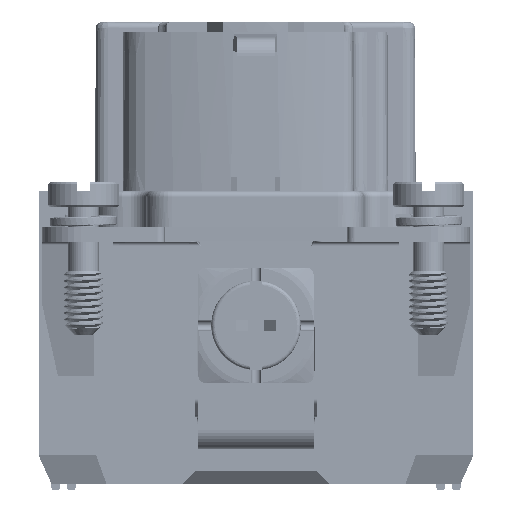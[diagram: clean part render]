
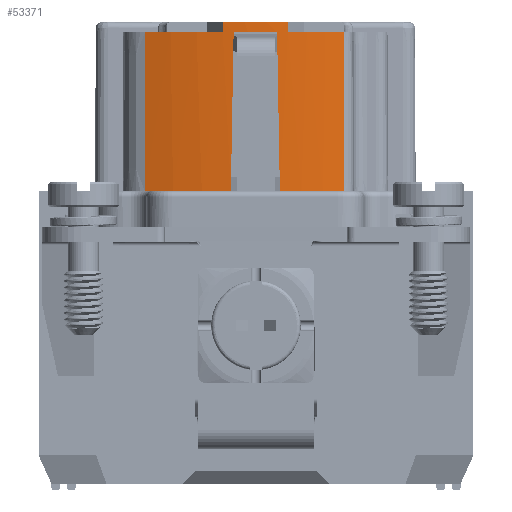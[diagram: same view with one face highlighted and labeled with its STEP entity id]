
A CAD part, front view. The second image highlights one B-rep face of the part: STEP entity #53371.
In plain terms, the highlighted conical face has half-angle 0.25 degrees and reference radius 28.759 mm.
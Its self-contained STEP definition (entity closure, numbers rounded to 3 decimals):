
#45872=CONICAL_SURFACE('',#194687,28.759,0.25);
#53371=ADVANCED_FACE('',(#62202),#45872,.T.);
#62202=FACE_OUTER_BOUND('',#69388,.T.);
#69388=EDGE_LOOP('',(#85885,#85886,#85887,#85888,#85889,#85890,#85891,#85892,
#85893,#85894,#85895,#85896));
#77042=CIRCLE('',#194315,28.734);
#77151=CIRCLE('',#194554,28.788);
#77152=CIRCLE('',#194555,28.788);
#77180=CIRCLE('',#194619,28.734);
#77212=CIRCLE('',#194682,28.734);
#77213=CIRCLE('',#194686,28.73);
#80739=B_SPLINE_CURVE_WITH_KNOTS('',3,(#247536,#247537,#247538,#247539),
 .UNSPECIFIED.,.F.,.F.,(4,4),(0.,1.),.UNSPECIFIED.);
#80751=B_SPLINE_CURVE_WITH_KNOTS('',3,(#247839,#247840,#247841,#247842),
 .UNSPECIFIED.,.F.,.F.,(4,4),(0.,1.),.UNSPECIFIED.);
#80752=B_SPLINE_CURVE_WITH_KNOTS('',3,(#247854,#247855,#247856,#247857),
 .UNSPECIFIED.,.F.,.F.,(4,4),(0.,1.),.UNSPECIFIED.);
#80753=B_SPLINE_CURVE_WITH_KNOTS('',3,(#247861,#247862,#247863,#247864),
 .UNSPECIFIED.,.F.,.F.,(4,4),(0.,1.),.UNSPECIFIED.);
#85885=ORIENTED_EDGE('',*,*,#143777,.T.);
#85886=ORIENTED_EDGE('',*,*,#143775,.F.);
#85887=ORIENTED_EDGE('',*,*,#143553,.T.);
#85888=ORIENTED_EDGE('',*,*,#143641,.F.);
#85889=ORIENTED_EDGE('',*,*,#143705,.T.);
#85890=ORIENTED_EDGE('',*,*,#143639,.F.);
#85891=ORIENTED_EDGE('',*,*,#143782,.T.);
#85892=ORIENTED_EDGE('',*,*,#143783,.T.);
#85893=ORIENTED_EDGE('',*,*,#142916,.T.);
#85894=ORIENTED_EDGE('',*,*,#143711,.F.);
#85895=ORIENTED_EDGE('',*,*,#143557,.T.);
#85896=ORIENTED_EDGE('',*,*,#143781,.F.);
#128498=VERTEX_POINT('',#245944);
#128499=VERTEX_POINT('',#245946);
#129002=VERTEX_POINT('',#247338);
#129003=VERTEX_POINT('',#247340);
#129006=VERTEX_POINT('',#247346);
#129007=VERTEX_POINT('',#247348);
#129062=VERTEX_POINT('',#247535);
#129063=VERTEX_POINT('',#247540);
#129064=VERTEX_POINT('',#247547);
#129146=VERTEX_POINT('',#247843);
#129147=VERTEX_POINT('',#247847);
#129149=VERTEX_POINT('',#247860);
#142916=EDGE_CURVE('',#128499,#128498,#77042,.T.);
#143553=EDGE_CURVE('',#129003,#129002,#77151,.T.);
#143557=EDGE_CURVE('',#129007,#129006,#77152,.T.);
#143639=EDGE_CURVE('',#129062,#129063,#80739,.T.);
#143641=EDGE_CURVE('',#129064,#129002,#165390,.T.);
#143705=EDGE_CURVE('',#129064,#129063,#77180,.T.);
#143711=EDGE_CURVE('',#129007,#128498,#165438,.T.);
#143775=EDGE_CURVE('',#129003,#129146,#80751,.T.);
#143777=EDGE_CURVE('',#129147,#129146,#77212,.T.);
#143781=EDGE_CURVE('',#129147,#129006,#80752,.T.);
#143782=EDGE_CURVE('',#129062,#129149,#77213,.T.);
#143783=EDGE_CURVE('',#129149,#128499,#80753,.T.);
#165390=LINE('',#247546,#180490);
#165438=LINE('',#247712,#180538);
#180490=VECTOR('',#207969,1.);
#180538=VECTOR('',#208081,1.);
#194315=AXIS2_PLACEMENT_3D('',#245945,#206880,#206881);
#194554=AXIS2_PLACEMENT_3D('',#247339,#207837,#207838);
#194555=AXIS2_PLACEMENT_3D('',#247347,#207842,#207843);
#194619=AXIS2_PLACEMENT_3D('',#247703,#208067,#208068);
#194682=AXIS2_PLACEMENT_3D('',#247846,#208232,#208233);
#194686=AXIS2_PLACEMENT_3D('',#247859,#208243,#208244);
#194687=AXIS2_PLACEMENT_3D('',#247865,#208245,#208246);
#206880=DIRECTION('',(0.,0.,-1.));
#206881=DIRECTION('',(-0.089,-0.996,0.));
#207837=DIRECTION('',(0.,0.,1.));
#207838=DIRECTION('',(0.067,-0.998,0.));
#207842=DIRECTION('',(0.,0.,1.));
#207843=DIRECTION('',(-0.3,-0.954,0.));
#207969=DIRECTION('',(0.001,-0.004,-1.));
#208067=DIRECTION('',(0.,0.,-1.));
#208068=DIRECTION('',(0.241,-0.97,0.));
#208081=DIRECTION('',(0.001,0.004,1.));
#208232=DIRECTION('',(0.,0.,1.));
#208233=DIRECTION('',(-0.059,-0.998,0.));
#208243=DIRECTION('',(0.,0.,-1.));
#208244=DIRECTION('',(0.089,-0.996,0.));
#208245=DIRECTION('',(0.,0.,-1.));
#208246=DIRECTION('',(0.,1.,0.));
#245944=CARTESIAN_POINT('',(-36.732,37.8,12.5));
#245945=CARTESIAN_POINT('',(-28.101,65.207,12.5));
#245946=CARTESIAN_POINT('',(-30.65,36.586,12.5));
#247338=CARTESIAN_POINT('',(-21.161,37.268,0.1));
#247339=CARTESIAN_POINT('',(-28.101,65.207,0.1));
#247340=CARTESIAN_POINT('',(-26.184,36.483,0.1));
#247346=CARTESIAN_POINT('',(-30.017,36.483,0.1));
#247347=CARTESIAN_POINT('',(-28.101,65.207,0.1));
#247348=CARTESIAN_POINT('',(-36.748,37.748,0.1));
#247535=CARTESIAN_POINT('',(-25.558,36.589,13.3));
#247536=CARTESIAN_POINT('',(-25.558,36.589,13.3));
#247537=CARTESIAN_POINT('',(-25.556,36.588,13.033));
#247538=CARTESIAN_POINT('',(-25.554,36.587,12.767));
#247539=CARTESIAN_POINT('',(-25.552,36.586,12.5));
#247540=CARTESIAN_POINT('',(-25.552,36.586,12.5));
#247546=CARTESIAN_POINT('',(-21.173,37.321,12.5));
#247547=CARTESIAN_POINT('',(-21.173,37.321,12.5));
#247703=CARTESIAN_POINT('',(-28.101,65.207,12.5));
#247712=CARTESIAN_POINT('',(-36.748,37.748,0.1));
#247839=CARTESIAN_POINT('',(-26.184,36.483,0.1));
#247840=CARTESIAN_POINT('',(-26.257,36.496,4.233));
#247841=CARTESIAN_POINT('',(-26.329,36.51,8.367));
#247842=CARTESIAN_POINT('',(-26.401,36.523,12.5));
#247843=CARTESIAN_POINT('',(-26.401,36.523,12.5));
#247846=CARTESIAN_POINT('',(-28.101,65.207,12.5));
#247847=CARTESIAN_POINT('',(-29.801,36.523,12.5));
#247854=CARTESIAN_POINT('',(-29.801,36.523,12.5));
#247855=CARTESIAN_POINT('',(-29.873,36.51,8.367));
#247856=CARTESIAN_POINT('',(-29.945,36.496,4.233));
#247857=CARTESIAN_POINT('',(-30.017,36.483,0.1));
#247859=CARTESIAN_POINT('',(-28.101,65.207,13.3));
#247860=CARTESIAN_POINT('',(-30.644,36.589,13.3));
#247861=CARTESIAN_POINT('',(-30.644,36.589,13.3));
#247862=CARTESIAN_POINT('',(-30.646,36.588,13.033));
#247863=CARTESIAN_POINT('',(-30.648,36.587,12.767));
#247864=CARTESIAN_POINT('',(-30.65,36.586,12.5));
#247865=CARTESIAN_POINT('',(-28.101,65.207,6.7));
